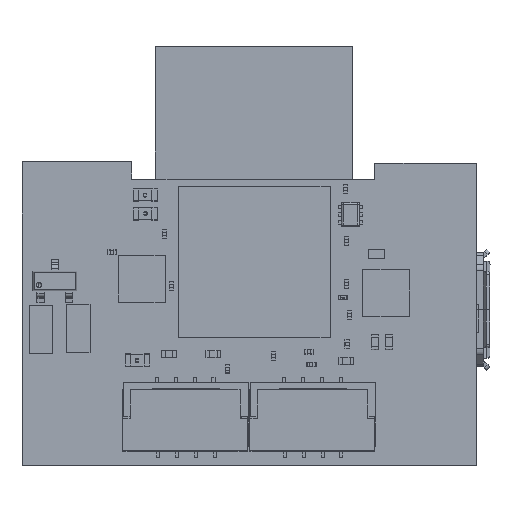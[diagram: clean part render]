
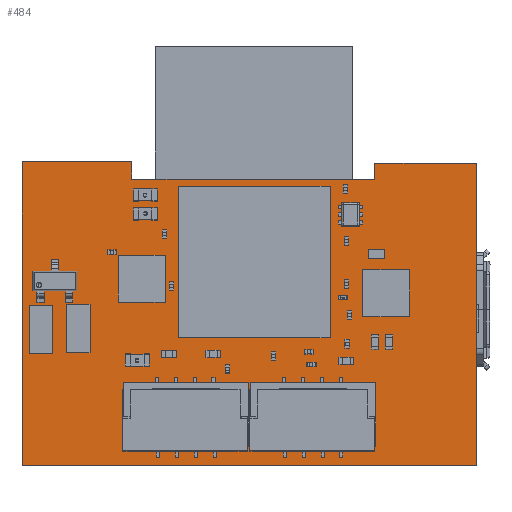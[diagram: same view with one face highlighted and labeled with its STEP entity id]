
A CAD part, top view. The second image highlights one B-rep face of the part: STEP entity #484.
In plain terms, the highlighted planar face has unit normal (0, 0, 1).
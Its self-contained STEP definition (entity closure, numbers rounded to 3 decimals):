
#227 = VERTEX_POINT('',#228);
#228 = CARTESIAN_POINT('',(10.7,40.55,0.));
#234 = EDGE_CURVE('',#227,#235,#237,.T.);
#235 = VERTEX_POINT('',#236);
#236 = CARTESIAN_POINT('',(10.7,60.581,0.));
#237 = LINE('',#238,#239);
#238 = CARTESIAN_POINT('',(10.7,40.55,0.));
#239 = VECTOR('',#240,1.);
#240 = DIRECTION('',(0.,1.,0.));
#265 = EDGE_CURVE('',#235,#266,#268,.T.);
#266 = VERTEX_POINT('',#267);
#267 = CARTESIAN_POINT('',(17.95,60.581,0.));
#268 = LINE('',#269,#270);
#269 = CARTESIAN_POINT('',(10.7,60.581,0.));
#270 = VECTOR('',#271,1.);
#271 = DIRECTION('',(1.,0.,0.));
#296 = EDGE_CURVE('',#266,#297,#299,.T.);
#297 = VERTEX_POINT('',#298);
#298 = CARTESIAN_POINT('',(17.95,59.45,0.));
#299 = LINE('',#300,#301);
#300 = CARTESIAN_POINT('',(17.95,60.581,0.));
#301 = VECTOR('',#302,1.);
#302 = DIRECTION('',(0.,-1.,0.));
#327 = EDGE_CURVE('',#297,#328,#330,.T.);
#328 = VERTEX_POINT('',#329);
#329 = CARTESIAN_POINT('',(33.975,59.45,0.));
#330 = LINE('',#331,#332);
#331 = CARTESIAN_POINT('',(17.95,59.45,0.));
#332 = VECTOR('',#333,1.);
#333 = DIRECTION('',(1.,0.,0.));
#358 = EDGE_CURVE('',#328,#359,#361,.T.);
#359 = VERTEX_POINT('',#360);
#360 = CARTESIAN_POINT('',(33.975,60.5,0.));
#361 = LINE('',#362,#363);
#362 = CARTESIAN_POINT('',(33.975,59.45,0.));
#363 = VECTOR('',#364,1.);
#364 = DIRECTION('',(0.,1.,0.));
#389 = EDGE_CURVE('',#359,#390,#392,.T.);
#390 = VERTEX_POINT('',#391);
#391 = CARTESIAN_POINT('',(40.7,60.5,0.));
#392 = LINE('',#393,#394);
#393 = CARTESIAN_POINT('',(33.975,60.5,0.));
#394 = VECTOR('',#395,1.);
#395 = DIRECTION('',(1.,0.,0.));
#420 = EDGE_CURVE('',#390,#421,#423,.T.);
#421 = VERTEX_POINT('',#422);
#422 = CARTESIAN_POINT('',(40.7,40.55,0.));
#423 = LINE('',#424,#425);
#424 = CARTESIAN_POINT('',(40.7,60.5,0.));
#425 = VECTOR('',#426,1.);
#426 = DIRECTION('',(0.,-1.,0.));
#451 = EDGE_CURVE('',#421,#227,#452,.T.);
#452 = LINE('',#453,#454);
#453 = CARTESIAN_POINT('',(40.7,40.55,0.));
#454 = VECTOR('',#455,1.);
#455 = DIRECTION('',(-1.,0.,0.));
#484 = ADVANCED_FACE('',(#485),#495,.T.);
#485 = FACE_BOUND('',#486,.F.);
#486 = EDGE_LOOP('',(#487,#488,#489,#490,#491,#492,#493,#494));
#487 = ORIENTED_EDGE('',*,*,#234,.T.);
#488 = ORIENTED_EDGE('',*,*,#265,.T.);
#489 = ORIENTED_EDGE('',*,*,#296,.T.);
#490 = ORIENTED_EDGE('',*,*,#327,.T.);
#491 = ORIENTED_EDGE('',*,*,#358,.T.);
#492 = ORIENTED_EDGE('',*,*,#389,.T.);
#493 = ORIENTED_EDGE('',*,*,#420,.T.);
#494 = ORIENTED_EDGE('',*,*,#451,.T.);
#495 = PLANE('',#496);
#496 = AXIS2_PLACEMENT_3D('',#497,#498,#499);
#497 = CARTESIAN_POINT('',(10.7,40.55,0.));
#498 = DIRECTION('',(0.,0.,1.));
#499 = DIRECTION('',(1.,0.,0.));
